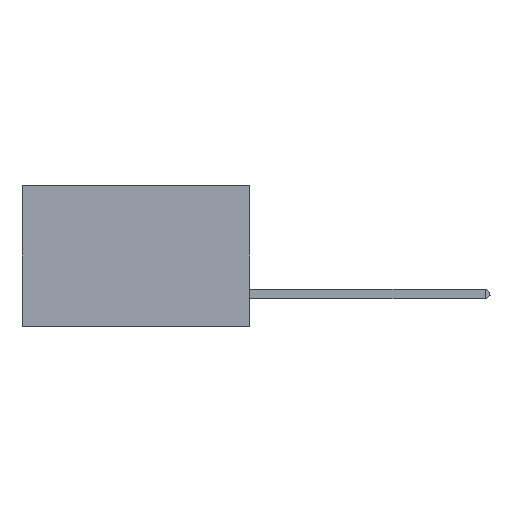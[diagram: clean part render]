
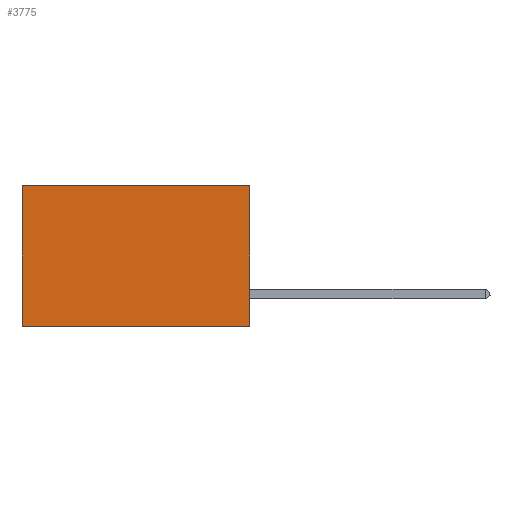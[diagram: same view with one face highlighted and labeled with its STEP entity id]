
A CAD part, left-side view. The second image highlights one B-rep face of the part: STEP entity #3775.
In plain terms, the highlighted planar face has unit normal (-1, 0, 0).
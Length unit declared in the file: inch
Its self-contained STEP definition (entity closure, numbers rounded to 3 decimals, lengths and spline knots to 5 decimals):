
#324 = CARTESIAN_POINT ( 'NONE',  ( 0.2875, 0.6, -0.37 ) ) ;
#2483 = EDGE_CURVE ( 'NONE', #14361, #2811, #8735, .T. ) ;
#2811 = VERTEX_POINT ( 'NONE', #5025 ) ;
#3775 = ADVANCED_FACE ( 'NONE', ( #35759 ), #38822, .F. ) ;
#5025 = CARTESIAN_POINT ( 'NONE',  ( 0.2875, 0.6, 0. ) ) ;
#6697 = VECTOR ( 'NONE', #38454, 39.37008 ) ;
#7011 = ORIENTED_EDGE ( 'NONE', *, *, #17359, .F. ) ;
#7576 = CARTESIAN_POINT ( 'NONE',  ( 0.2875, 0., 0. ) ) ;
#8684 = VECTOR ( 'NONE', #32176, 39.37008 ) ;
#8735 = LINE ( 'NONE', #7576, #8684 ) ;
#9676 = ORIENTED_EDGE ( 'NONE', *, *, #39021, .T. ) ;
#12164 = VERTEX_POINT ( 'NONE', #324 ) ;
#14361 = VERTEX_POINT ( 'NONE', #31599 ) ;
#16415 = ORIENTED_EDGE ( 'NONE', *, *, #2483, .T. ) ;
#17359 = EDGE_CURVE ( 'NONE', #14361, #37676, #27319, .T. ) ;
#18176 = DIRECTION ( 'NONE',  ( 0., 0., -1. ) ) ;
#18457 = DIRECTION ( 'NONE',  ( 0., 0., -1. ) ) ;
#20326 = DIRECTION ( 'NONE',  ( 1., 0., 0. ) ) ;
#20900 = AXIS2_PLACEMENT_3D ( 'NONE', #39728, #20326, #18457 ) ;
#22757 = DIRECTION ( 'NONE',  ( 0., 1., 0. ) ) ;
#27319 = LINE ( 'NONE', #42592, #33239 ) ;
#29523 = LINE ( 'NONE', #42088, #6697 ) ;
#30651 = VECTOR ( 'NONE', #22757, 39.37008 ) ;
#31599 = CARTESIAN_POINT ( 'NONE',  ( 0.2875, 0., 0. ) ) ;
#32176 = DIRECTION ( 'NONE',  ( 0., 1., 0. ) ) ;
#33239 = VECTOR ( 'NONE', #18176, 39.37008 ) ;
#35759 = FACE_OUTER_BOUND ( 'NONE', #43056, .T. ) ;
#36961 = CARTESIAN_POINT ( 'NONE',  ( 0.2875, 0., -0.37 ) ) ;
#37676 = VERTEX_POINT ( 'NONE', #36961 ) ;
#38454 = DIRECTION ( 'NONE',  ( 0., 0., -1. ) ) ;
#38822 = PLANE ( 'NONE',  #20900 ) ;
#39021 = EDGE_CURVE ( 'NONE', #2811, #12164, #29523, .T. ) ;
#39728 = CARTESIAN_POINT ( 'NONE',  ( 0.2875, 0., 0. ) ) ;
#42088 = CARTESIAN_POINT ( 'NONE',  ( 0.2875, 0.6, 0. ) ) ;
#42592 = CARTESIAN_POINT ( 'NONE',  ( 0.2875, 0., 0. ) ) ;
#43056 = EDGE_LOOP ( 'NONE', ( #9676, #43410, #7011, #16415 ) ) ;
#43150 = LINE ( 'NONE', #43542, #30651 ) ;
#43410 = ORIENTED_EDGE ( 'NONE', *, *, #44239, .F. ) ;
#43542 = CARTESIAN_POINT ( 'NONE',  ( 0.2875, 0., -0.37 ) ) ;
#44239 = EDGE_CURVE ( 'NONE', #37676, #12164, #43150, .T. ) ;
